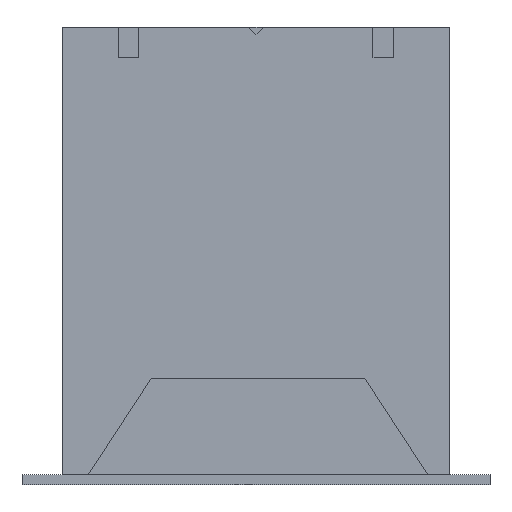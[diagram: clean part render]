
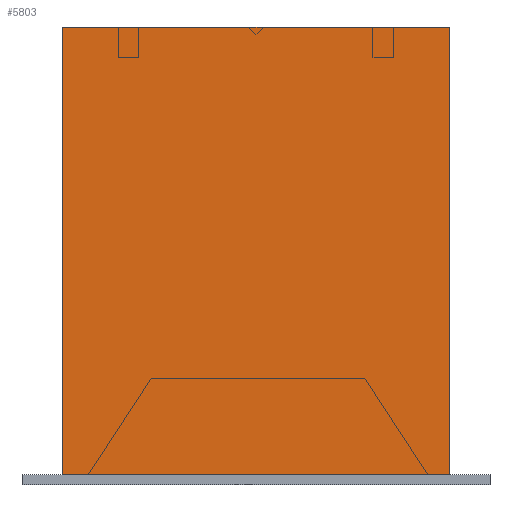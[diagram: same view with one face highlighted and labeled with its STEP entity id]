
A CAD part, front view. The second image highlights one B-rep face of the part: STEP entity #5803.
In plain terms, the highlighted planar face has unit normal (0, -1, 0).
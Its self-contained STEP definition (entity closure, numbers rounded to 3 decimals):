
#397=FACE_OUTER_BOUND('',#780,.T.);
#780=EDGE_LOOP('',(#5156,#5157,#5158,#5159));
#1529=LINE('',#9127,#2302);
#1546=LINE('',#9164,#2319);
#1550=LINE('',#9171,#2323);
#1553=LINE('',#9176,#2326);
#2302=VECTOR('',#7515,76.);
#2319=VECTOR('',#7552,76.);
#2323=VECTOR('',#7558,88.);
#2326=VECTOR('',#7565,88.);
#2825=VERTEX_POINT('',#9120);
#2828=VERTEX_POINT('',#9125);
#2837=VERTEX_POINT('',#9162);
#2838=VERTEX_POINT('',#9163);
#3589=EDGE_CURVE('',#2828,#2825,#1529,.T.);
#3606=EDGE_CURVE('',#2837,#2838,#1546,.T.);
#3610=EDGE_CURVE('',#2838,#2825,#1550,.T.);
#3613=EDGE_CURVE('',#2828,#2837,#1553,.T.);
#5156=ORIENTED_EDGE('',*,*,#3589,.F.);
#5157=ORIENTED_EDGE('',*,*,#3613,.T.);
#5158=ORIENTED_EDGE('',*,*,#3606,.T.);
#5159=ORIENTED_EDGE('',*,*,#3610,.T.);
#5481=PLANE('',#6148);
#5803=ADVANCED_FACE('',(#397),#5481,.F.);
#6148=AXIS2_PLACEMENT_3D('',#9177,#7566,#7567);
#7515=DIRECTION('',(-1.,0.,0.));
#7552=DIRECTION('',(-1.,0.,0.));
#7558=DIRECTION('',(0.,0.,-1.));
#7565=DIRECTION('',(0.,0.,1.));
#7566=DIRECTION('center_axis',(0.,1.,0.));
#7567=DIRECTION('ref_axis',(0.,0.,1.));
#9120=CARTESIAN_POINT('',(-38.296,-1127.25,0.));
#9125=CARTESIAN_POINT('',(37.704,-1127.25,0.));
#9127=CARTESIAN_POINT('',(37.704,-1127.25,0.));
#9162=CARTESIAN_POINT('',(37.704,-1127.25,88.));
#9163=CARTESIAN_POINT('',(-38.296,-1127.25,88.));
#9164=CARTESIAN_POINT('',(37.704,-1127.25,88.));
#9171=CARTESIAN_POINT('',(-38.296,-1127.25,88.));
#9176=CARTESIAN_POINT('',(37.704,-1127.25,0.));
#9177=CARTESIAN_POINT('Origin',(-0.296,-1127.25,44.));
